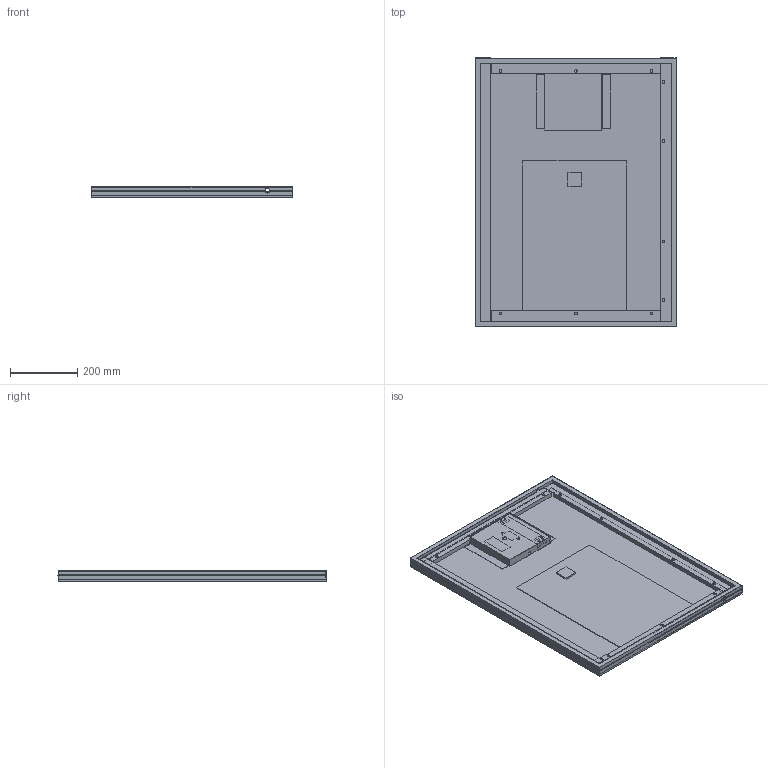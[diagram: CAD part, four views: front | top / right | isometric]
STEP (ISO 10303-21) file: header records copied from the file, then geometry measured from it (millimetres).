
FILE_DESCRIPTION((''),'2;1');
FILE_NAME('MP6080V','2017-06-26T',('Design'),(''),'PRO/ENGINEER BY PARAMETRIC TECHNOLOGY CORPORATION, 2008380','PRO/ENGINEER BY PARAMETRIC TECHNOLOGY CORPORATION, 2008380','');
FILE_SCHEMA(('CONFIG_CONTROL_DESIGN'));
Length unit declared in the file: millimetre
Products named in the file (1): MP6080V
Bounding box: 600 x 801 x 32 mm (x, y, z)
Volume: 3345014.2 mm3; surface area: 1775689.3 mm2
Topology: 1 solids, 1 shells, 1297 faces, 3314 edges, 2177 vertices
Faces by surface type: plane 1117, cylinder 162, cone 8, torus 4, sphere 4, extrusion 2
Entity records: 38928 total; most frequent: CARTESIAN_POINT 7025, ORIENTED_EDGE 6612, DIRECTION 6223, EDGE_CURVE 3306, VECTOR 2951, LINE 2949, VERTEX_POINT 2177, AXIS2_PLACEMENT_3D 1636
